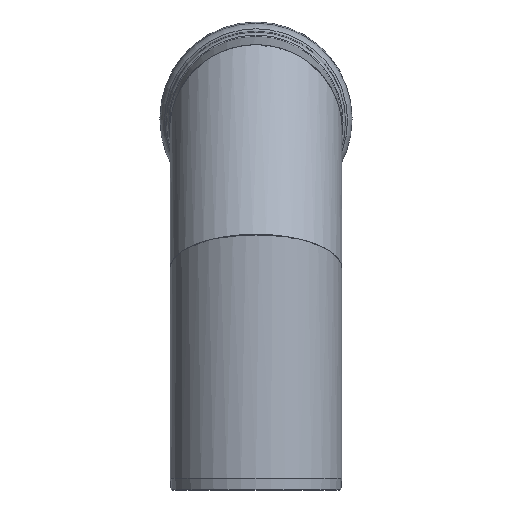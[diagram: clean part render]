
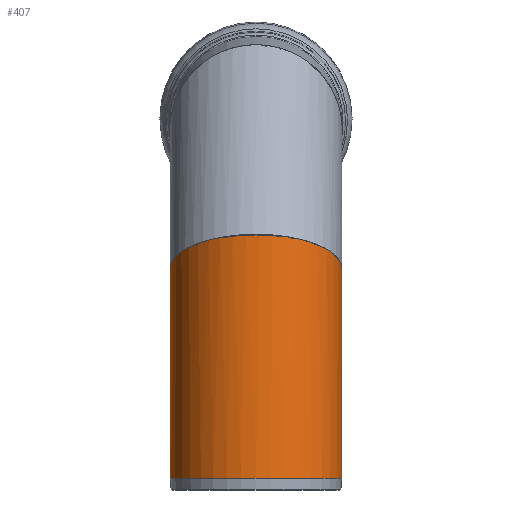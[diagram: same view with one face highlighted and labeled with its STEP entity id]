
A CAD part, left-side view. The second image highlights one B-rep face of the part: STEP entity #407.
In plain terms, the highlighted cylindrical face has radius 1095 mm (diameter 2190 mm), a full revolution.
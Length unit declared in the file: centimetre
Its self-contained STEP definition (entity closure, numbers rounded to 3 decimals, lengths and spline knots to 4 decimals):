
#32=LINE('',#689,#44);
#44=VECTOR('',#526,109.5);
#56=CIRCLE('',#442,109.5);
#96=CYLINDRICAL_SURFACE('',#441,109.5);
#113=FACE_OUTER_BOUND('',#142,.T.);
#142=EDGE_LOOP('',(#282,#283,#284,#285));
#174=ELLIPSE('',#439,117.8928,109.5);
#182=VERTEX_POINT('',#682);
#184=VERTEX_POINT('',#687);
#220=EDGE_CURVE('',#182,#182,#174,.T.);
#222=EDGE_CURVE('',#184,#184,#56,.T.);
#223=EDGE_CURVE('',#184,#182,#32,.T.);
#282=ORIENTED_EDGE('',*,*,#222,.F.);
#283=ORIENTED_EDGE('',*,*,#223,.T.);
#284=ORIENTED_EDGE('',*,*,#220,.T.);
#285=ORIENTED_EDGE('',*,*,#223,.F.);
#407=ADVANCED_FACE('',(#113),#96,.T.);
#439=AXIS2_PLACEMENT_3D('',#683,#518,#519);
#441=AXIS2_PLACEMENT_3D('',#686,#522,#523);
#442=AXIS2_PLACEMENT_3D('',#688,#524,#525);
#518=DIRECTION('center_axis',(-0.371,0.,
-0.929));
#519=DIRECTION('ref_axis',(-0.929,0.,0.371));
#522=DIRECTION('center_axis',(0.,0.,-1.));
#523=DIRECTION('ref_axis',(-1.,0.,0.));
#524=DIRECTION('center_axis',(0.,0.,-1.));
#525=DIRECTION('ref_axis',(1.,0.,0.));
#526=DIRECTION('',(0.,0.,1.));
#682=CARTESIAN_POINT('',(109.5,0.,238.5757));
#683=CARTESIAN_POINT('Origin',(0.,0.,282.2618));
#686=CARTESIAN_POINT('Origin',(0.,0.,170.4739));
#687=CARTESIAN_POINT('',(109.5,0.,15.));
#688=CARTESIAN_POINT('Origin',(0.,0.,15.));
#689=CARTESIAN_POINT('',(109.5,0.,170.4739));
